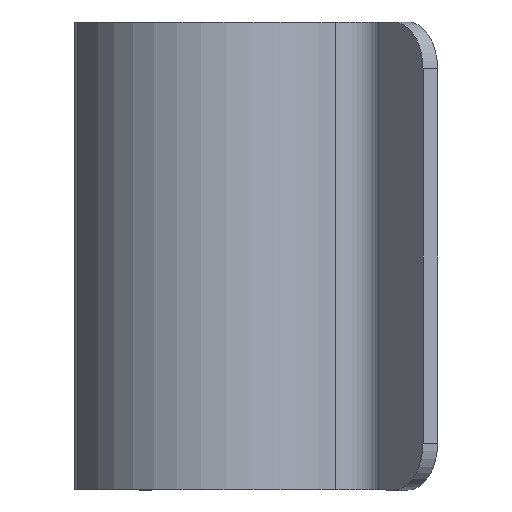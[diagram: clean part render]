
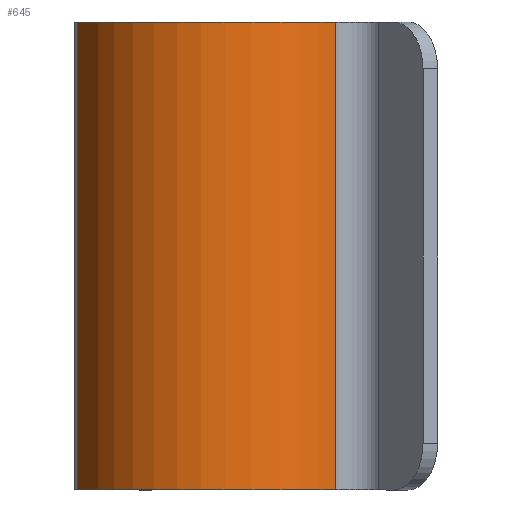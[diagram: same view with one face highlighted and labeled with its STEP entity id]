
A CAD part, front view. The second image highlights one B-rep face of the part: STEP entity #645.
In plain terms, the highlighted cylindrical face has radius 3.2 mm (diameter 6.4 mm), a partial arc.
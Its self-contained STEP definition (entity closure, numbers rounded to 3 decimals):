
#33 = DIRECTION ( 'NONE',  ( 0., 0., -1. ) ) ;
#49 = LINE ( 'NONE', #798, #329 ) ;
#56 = EDGE_CURVE ( 'NONE', #239, #459, #647, .T. ) ;
#70 = DIRECTION ( 'NONE',  ( 0., 0., -1. ) ) ;
#84 = CARTESIAN_POINT ( 'NONE',  ( 23.572, 104.254, 10. ) ) ;
#138 = AXIS2_PLACEMENT_3D ( 'NONE', #336, #70, #690 ) ;
#150 = DIRECTION ( 'NONE',  ( 0., 0., 1. ) ) ;
#157 = VERTEX_POINT ( 'NONE', #254 ) ;
#166 = EDGE_CURVE ( 'NONE', #253, #157, #49, .T. ) ;
#239 = VERTEX_POINT ( 'NONE', #452 ) ;
#253 = VERTEX_POINT ( 'NONE', #84 ) ;
#254 = CARTESIAN_POINT ( 'NONE',  ( 23.572, 104.254, 20. ) ) ;
#260 = ORIENTED_EDGE ( 'NONE', *, *, #56, .T. ) ;
#290 = FACE_OUTER_BOUND ( 'NONE', #555, .T. ) ;
#329 = VECTOR ( 'NONE', #678, 1000. ) ;
#336 = CARTESIAN_POINT ( 'NONE',  ( 26.662, 105.087, 10. ) ) ;
#354 = VECTOR ( 'NONE', #657, 1000. ) ;
#361 = CIRCLE ( 'NONE', #736, 3.2 ) ;
#370 = EDGE_CURVE ( 'NONE', #459, #157, #762, .T. ) ;
#378 = ORIENTED_EDGE ( 'NONE', *, *, #166, .F. ) ;
#452 = CARTESIAN_POINT ( 'NONE',  ( 29.083, 102.994, 10. ) ) ;
#459 = VERTEX_POINT ( 'NONE', #649 ) ;
#555 = EDGE_LOOP ( 'NONE', ( #378, #725, #260, #679 ) ) ;
#604 = DIRECTION ( 'NONE',  ( -1., 0., 0. ) ) ;
#645 = ADVANCED_FACE ( 'NONE', ( #290 ), #671, .T. ) ;
#647 = LINE ( 'NONE', #716, #354 ) ;
#649 = CARTESIAN_POINT ( 'NONE',  ( 29.083, 102.994, 20. ) ) ;
#657 = DIRECTION ( 'NONE',  ( 0., 0., 1. ) ) ;
#671 = CYLINDRICAL_SURFACE ( 'NONE', #138, 3.2 ) ;
#678 = DIRECTION ( 'NONE',  ( 0., 0., 1. ) ) ;
#679 = ORIENTED_EDGE ( 'NONE', *, *, #370, .T. ) ;
#690 = DIRECTION ( 'NONE',  ( -1., 0., 0. ) ) ;
#700 = AXIS2_PLACEMENT_3D ( 'NONE', #772, #33, #713 ) ;
#703 = CARTESIAN_POINT ( 'NONE',  ( 26.662, 105.087, 10. ) ) ;
#713 = DIRECTION ( 'NONE',  ( -1., 0., 0. ) ) ;
#716 = CARTESIAN_POINT ( 'NONE',  ( 29.083, 102.994, 10. ) ) ;
#725 = ORIENTED_EDGE ( 'NONE', *, *, #741, .T. ) ;
#736 = AXIS2_PLACEMENT_3D ( 'NONE', #703, #150, #604 ) ;
#741 = EDGE_CURVE ( 'NONE', #253, #239, #361, .T. ) ;
#762 = CIRCLE ( 'NONE', #700, 3.2 ) ;
#772 = CARTESIAN_POINT ( 'NONE',  ( 26.662, 105.087, 20. ) ) ;
#798 = CARTESIAN_POINT ( 'NONE',  ( 23.572, 104.254, 15. ) ) ;
